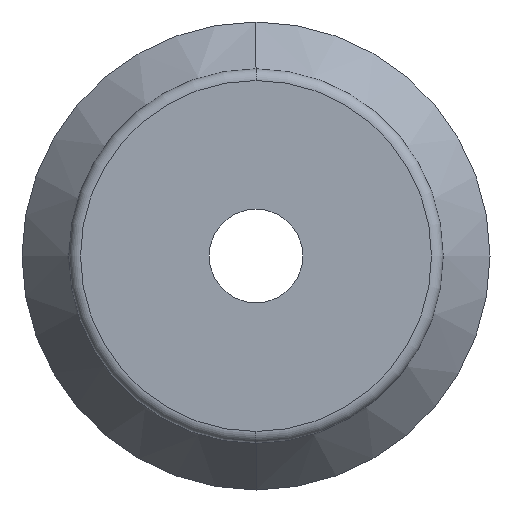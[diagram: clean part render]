
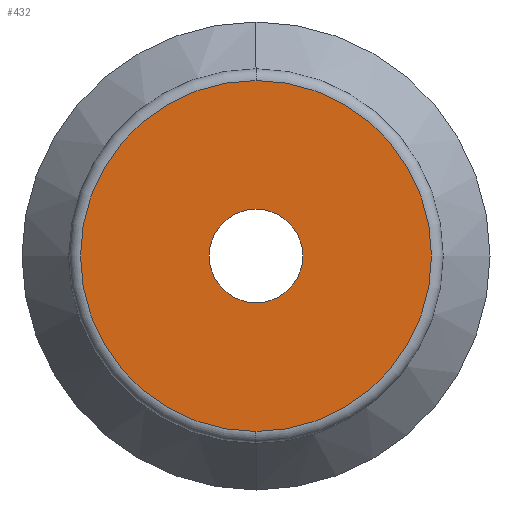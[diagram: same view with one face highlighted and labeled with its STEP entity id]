
A CAD part, left-side view. The second image highlights one B-rep face of the part: STEP entity #432.
In plain terms, the highlighted planar face has unit normal (-1, 0, 0).
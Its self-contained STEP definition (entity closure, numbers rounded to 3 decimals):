
#2 = CARTESIAN_POINT ( 'NONE',  ( 0., 0., 0. ) ) ;
#43 = DIRECTION ( 'NONE',  ( 0., 0., 1. ) ) ;
#44 = DIRECTION ( 'NONE',  ( 0., 0., -1. ) ) ;
#49 = AXIS2_PLACEMENT_3D ( 'NONE', #214, #517, #43 ) ;
#52 = CIRCLE ( 'NONE', #218, 4. ) ;
#54 = PLANE ( 'NONE',  #600 ) ;
#74 = EDGE_CURVE ( 'NONE', #424, #477, #492, .T. ) ;
#133 = ORIENTED_EDGE ( 'NONE', *, *, #597, .F. ) ;
#144 = EDGE_LOOP ( 'NONE', ( #324, #133 ) ) ;
#159 = CARTESIAN_POINT ( 'NONE',  ( 0., 4., 0. ) ) ;
#173 = DIRECTION ( 'NONE',  ( 0., 0., 1. ) ) ;
#175 = CARTESIAN_POINT ( 'NONE',  ( 0., 0., 0. ) ) ;
#176 = EDGE_CURVE ( 'NONE', #477, #424, #607, .T. ) ;
#214 = CARTESIAN_POINT ( 'NONE',  ( 0., 0., 0. ) ) ;
#218 = AXIS2_PLACEMENT_3D ( 'NONE', #175, #481, #413 ) ;
#221 = DIRECTION ( 'NONE',  ( 0., 0., 1. ) ) ;
#248 = EDGE_LOOP ( 'NONE', ( #360, #330 ) ) ;
#274 = VERTEX_POINT ( 'NONE', #341 ) ;
#323 = DIRECTION ( 'NONE',  ( -1., 0., 0. ) ) ;
#324 = ORIENTED_EDGE ( 'NONE', *, *, #518, .F. ) ;
#330 = ORIENTED_EDGE ( 'NONE', *, *, #176, .T. ) ;
#341 = CARTESIAN_POINT ( 'NONE',  ( 0., 0., -4. ) ) ;
#346 = VERTEX_POINT ( 'NONE', #499 ) ;
#357 = FACE_OUTER_BOUND ( 'NONE', #248, .T. ) ;
#360 = ORIENTED_EDGE ( 'NONE', *, *, #74, .T. ) ;
#411 = DIRECTION ( 'NONE',  ( -1., 0., 0. ) ) ;
#413 = DIRECTION ( 'NONE',  ( 0., 0., 1. ) ) ;
#424 = VERTEX_POINT ( 'NONE', #516 ) ;
#432 = ADVANCED_FACE ( 'NONE', ( #561, #357 ), #54, .F. ) ;
#470 = CARTESIAN_POINT ( 'NONE',  ( 0., 0., 0. ) ) ;
#477 = VERTEX_POINT ( 'NONE', #555 ) ;
#481 = DIRECTION ( 'NONE',  ( -1., 0., 0. ) ) ;
#492 = CIRCLE ( 'NONE', #49, 15. ) ;
#499 = CARTESIAN_POINT ( 'NONE',  ( 0., 0., 4. ) ) ;
#516 = CARTESIAN_POINT ( 'NONE',  ( 0., 0., 15. ) ) ;
#517 = DIRECTION ( 'NONE',  ( -1., 0., 0. ) ) ;
#518 = EDGE_CURVE ( 'NONE', #346, #274, #634, .T. ) ;
#522 = AXIS2_PLACEMENT_3D ( 'NONE', #470, #323, #173 ) ;
#555 = CARTESIAN_POINT ( 'NONE',  ( 0., 0., -15. ) ) ;
#561 = FACE_BOUND ( 'NONE', #144, .T. ) ;
#597 = EDGE_CURVE ( 'NONE', #274, #346, #52, .T. ) ;
#600 = AXIS2_PLACEMENT_3D ( 'NONE', #159, #656, #44 ) ;
#607 = CIRCLE ( 'NONE', #522, 15. ) ;
#634 = CIRCLE ( 'NONE', #646, 4. ) ;
#646 = AXIS2_PLACEMENT_3D ( 'NONE', #2, #411, #221 ) ;
#656 = DIRECTION ( 'NONE',  ( 1., 0., 0. ) ) ;
